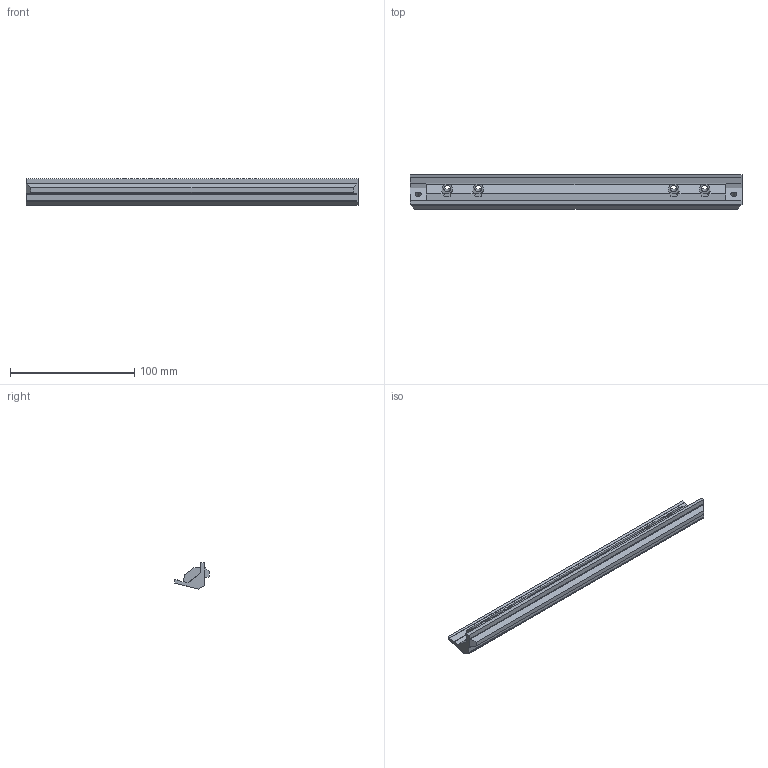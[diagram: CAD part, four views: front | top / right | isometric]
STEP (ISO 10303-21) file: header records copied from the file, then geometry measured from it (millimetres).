
FILE_DESCRIPTION(/* description */ (''),/* implementation_level */ '2;1');
FILE_NAME(/* name */ 'Bottom HingedBar.step',/* time_stamp */ '2021-12-21T22:58:24+01:00',/* author */ (''),/* organization */ (''),/* preprocessor_version */ 'ST-DEVELOPER v18.1',/* originating_system */ 'Autodesk Translation Framework v10.10.0.1391',/* authorisation */ '');
FILE_SCHEMA (('AUTOMOTIVE_DESIGN { 1 0 10303 214 3 1 1 }'));
Length unit declared in the file: millimetre
Products named in the file (1): VCore Lid
Bounding box: 267.6 x 27.87 x 21.15 mm (x, y, z)
Volume: 72906.8 mm3; surface area: 24830.3 mm2
Topology: 1 solids, 1 shells, 68 faces, 192 edges, 128 vertices
Faces by surface type: plane 62, cylinder 6
Full cylindrical faces by diameter (mm): 4.9 x2, 5.3 x4
Entity records: 2220 total; most frequent: CARTESIAN_POINT 389, ORIENTED_EDGE 384, DIRECTION 342, EDGE_CURVE 192, LINE 180, VECTOR 180, VERTEX_POINT 128, AXIS2_PLACEMENT_3D 81
